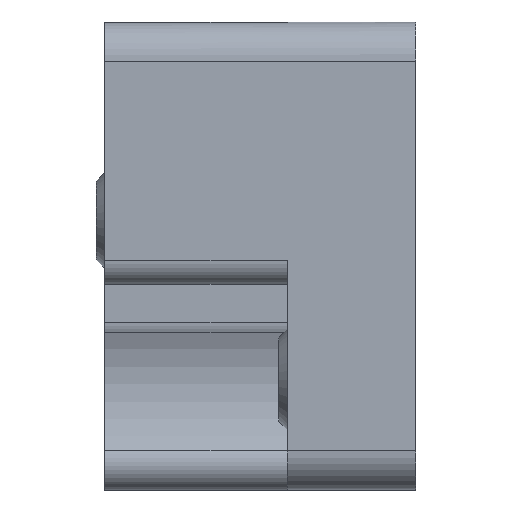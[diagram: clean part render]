
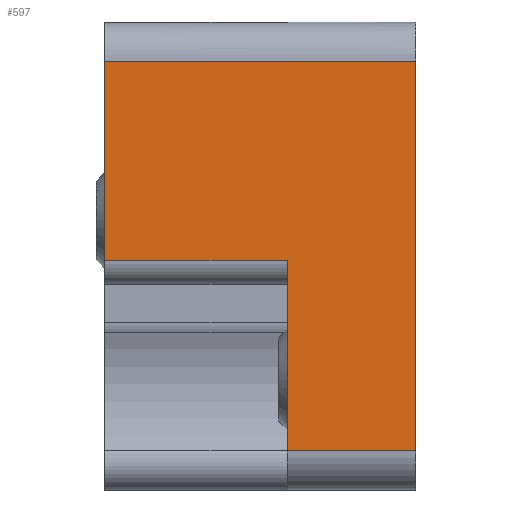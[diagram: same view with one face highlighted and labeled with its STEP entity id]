
A CAD part, left-side view. The second image highlights one B-rep face of the part: STEP entity #597.
In plain terms, the highlighted planar face has unit normal (-1, 0, 0).
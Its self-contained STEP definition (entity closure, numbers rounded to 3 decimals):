
#2 = ORIENTED_EDGE ( 'NONE', *, *, #654, .F. ) ;
#21 = VERTEX_POINT ( 'NONE', #692 ) ;
#65 = EDGE_CURVE ( 'NONE', #1546, #715, #1027, .T. ) ;
#74 = LINE ( 'NONE', #518, #1777 ) ;
#269 = ORIENTED_EDGE ( 'NONE', *, *, #1108, .F. ) ;
#298 = CARTESIAN_POINT ( 'NONE',  ( 170.6, 29., -138.19 ) ) ;
#495 = CARTESIAN_POINT ( 'NONE',  ( 170.6, -22.5, -119.422 ) ) ;
#500 = VECTOR ( 'NONE', #1631, 1000. ) ;
#518 = CARTESIAN_POINT ( 'NONE',  ( 170.6, -33., -138.19 ) ) ;
#528 = EDGE_CURVE ( 'NONE', #1616, #1327, #782, .T. ) ;
#534 = CARTESIAN_POINT ( 'NONE',  ( 170.6, -22.5, -138.19 ) ) ;
#597 = ADVANCED_FACE ( 'NONE', ( #2918 ), #753, .T. ) ;
#616 = EDGE_CURVE ( 'NONE', #2399, #1327, #74, .T. ) ;
#635 = VECTOR ( 'NONE', #1018, 1000. ) ;
#636 = DIRECTION ( 'NONE',  ( 0., 0., 1. ) ) ;
#640 = LINE ( 'NONE', #2580, #1816 ) ;
#654 = EDGE_CURVE ( 'NONE', #2399, #21, #640, .T. ) ;
#672 = VECTOR ( 'NONE', #1457, 1000. ) ;
#692 = CARTESIAN_POINT ( 'NONE',  ( 170.6, -22.5, -134.99 ) ) ;
#715 = VERTEX_POINT ( 'NONE', #2416 ) ;
#753 = PLANE ( 'NONE',  #1159 ) ;
#777 = DIRECTION ( 'NONE',  ( 0., 1., 0. ) ) ;
#782 = LINE ( 'NONE', #1916, #672 ) ;
#784 = CARTESIAN_POINT ( 'NONE',  ( 170.6, -33., -134.99 ) ) ;
#883 = CARTESIAN_POINT ( 'NONE',  ( 170.6, -7.6, -138.19 ) ) ;
#939 = ORIENTED_EDGE ( 'NONE', *, *, #1933, .T. ) ;
#1018 = DIRECTION ( 'NONE',  ( 0., 0., -1. ) ) ;
#1027 = LINE ( 'NONE', #495, #500 ) ;
#1108 = EDGE_CURVE ( 'NONE', #1546, #1616, #2277, .T. ) ;
#1159 = AXIS2_PLACEMENT_3D ( 'NONE', #298, #2363, #2127 ) ;
#1327 = VERTEX_POINT ( 'NONE', #2516 ) ;
#1408 = VECTOR ( 'NONE', #636, 1000. ) ;
#1457 = DIRECTION ( 'NONE',  ( 0., -1., 0. ) ) ;
#1546 = VERTEX_POINT ( 'NONE', #2813 ) ;
#1616 = VERTEX_POINT ( 'NONE', #1725 ) ;
#1619 = ORIENTED_EDGE ( 'NONE', *, *, #65, .T. ) ;
#1631 = DIRECTION ( 'NONE',  ( 0., -1., 0. ) ) ;
#1725 = CARTESIAN_POINT ( 'NONE',  ( 170.6, -7.6, -103.2 ) ) ;
#1777 = VECTOR ( 'NONE', #2336, 1000. ) ;
#1816 = VECTOR ( 'NONE', #777, 1000. ) ;
#1916 = CARTESIAN_POINT ( 'NONE',  ( 170.6, 29., -103.2 ) ) ;
#1933 = EDGE_CURVE ( 'NONE', #715, #21, #2916, .T. ) ;
#2127 = DIRECTION ( 'NONE',  ( 0., 1., 0. ) ) ;
#2221 = ORIENTED_EDGE ( 'NONE', *, *, #528, .F. ) ;
#2277 = LINE ( 'NONE', #883, #1408 ) ;
#2287 = ORIENTED_EDGE ( 'NONE', *, *, #616, .T. ) ;
#2336 = DIRECTION ( 'NONE',  ( 0., 0., 1. ) ) ;
#2363 = DIRECTION ( 'NONE',  ( -1., 0., 0. ) ) ;
#2399 = VERTEX_POINT ( 'NONE', #784 ) ;
#2416 = CARTESIAN_POINT ( 'NONE',  ( 170.6, -22.5, -119.422 ) ) ;
#2516 = CARTESIAN_POINT ( 'NONE',  ( 170.6, -33., -103.2 ) ) ;
#2580 = CARTESIAN_POINT ( 'NONE',  ( 170.6, 29., -134.99 ) ) ;
#2813 = CARTESIAN_POINT ( 'NONE',  ( 170.6, -7.6, -119.422 ) ) ;
#2831 = EDGE_LOOP ( 'NONE', ( #269, #1619, #939, #2, #2287, #2221 ) ) ;
#2916 = LINE ( 'NONE', #534, #635 ) ;
#2918 = FACE_OUTER_BOUND ( 'NONE', #2831, .T. ) ;
